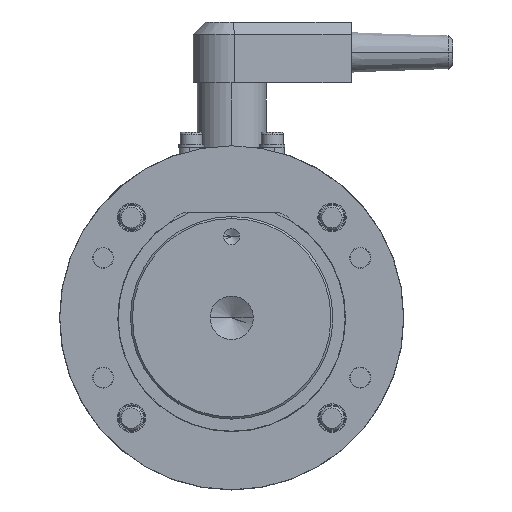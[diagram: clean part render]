
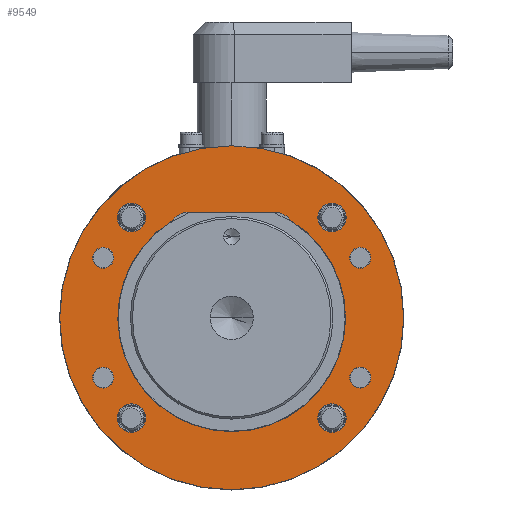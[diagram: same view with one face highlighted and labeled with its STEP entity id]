
A CAD part, left-side view. The second image highlights one B-rep face of the part: STEP entity #9549.
In plain terms, the highlighted face is planar.
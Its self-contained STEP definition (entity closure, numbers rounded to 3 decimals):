
#8803=CARTESIAN_POINT('',(0.0,4.575,47.45));
#8804=VERTEX_POINT('',#8803);
#8820=CARTESIAN_POINT('',(0.,4.575,-37.45));
#8821=VERTEX_POINT('',#8820);
#8828=CARTESIAN_POINT('',(0.0,4.575,5.0));
#8829=DIRECTION('',(0.0,-1.0,0.0));
#8830=DIRECTION('',(0.0,0.0,1.0));
#8831=AXIS2_PLACEMENT_3D('',#8828,#8829,#8830);
#8832=CIRCLE('',#8831,42.45);
#8833=EDGE_CURVE('',#8821,#8804,#8832,.T.);
#8845=CARTESIAN_POINT('',(24.749,4.575,26.249));
#8846=VERTEX_POINT('',#8845);
#8862=CARTESIAN_POINT('',(24.749,4.575,33.249));
#8863=VERTEX_POINT('',#8862);
#8870=CARTESIAN_POINT('',(24.749,4.575,29.749));
#8871=DIRECTION('',(0.0,-1.0,0.0));
#8872=DIRECTION('',(0.0,0.0,-1.0));
#8873=AXIS2_PLACEMENT_3D('',#8870,#8871,#8872);
#8874=CIRCLE('',#8873,3.5);
#8875=EDGE_CURVE('',#8846,#8863,#8874,.T.);
#8887=CARTESIAN_POINT('',(-21.249,4.575,29.749));
#8888=VERTEX_POINT('',#8887);
#8904=CARTESIAN_POINT('',(-28.249,4.575,29.749));
#8905=VERTEX_POINT('',#8904);
#8912=CARTESIAN_POINT('',(-24.749,4.575,29.749));
#8913=DIRECTION('',(0.0,-1.0,0.0));
#8914=DIRECTION('',(1.0,0.0,0.0));
#8915=AXIS2_PLACEMENT_3D('',#8912,#8913,#8914);
#8916=CIRCLE('',#8915,3.5);
#8917=EDGE_CURVE('',#8888,#8905,#8916,.T.);
#8929=CARTESIAN_POINT('',(-24.749,4.575,-16.249));
#8930=VERTEX_POINT('',#8929);
#8946=CARTESIAN_POINT('',(-24.749,4.575,-23.249));
#8947=VERTEX_POINT('',#8946);
#8954=CARTESIAN_POINT('',(-24.749,4.575,-19.749));
#8955=DIRECTION('',(0.0,-1.0,0.0));
#8956=DIRECTION('',(0.0,0.0,1.0));
#8957=AXIS2_PLACEMENT_3D('',#8954,#8955,#8956);
#8958=CIRCLE('',#8957,3.5);
#8959=EDGE_CURVE('',#8930,#8947,#8958,.T.);
#8971=CARTESIAN_POINT('',(21.249,4.575,-19.749));
#8972=VERTEX_POINT('',#8971);
#8988=CARTESIAN_POINT('',(28.249,4.575,-19.749));
#8989=VERTEX_POINT('',#8988);
#8996=CARTESIAN_POINT('',(24.749,4.575,-19.749));
#8997=DIRECTION('',(0.0,-1.0,0.0));
#8998=DIRECTION('',(-1.0,0.0,0.0));
#8999=AXIS2_PLACEMENT_3D('',#8996,#8997,#8998);
#9000=CIRCLE('',#8999,3.5);
#9001=EDGE_CURVE('',#8972,#8989,#9000,.T.);
#9013=CARTESIAN_POINT('',(-31.721,4.575,17.215));
#9014=VERTEX_POINT('',#9013);
#9030=CARTESIAN_POINT('',(-31.721,4.575,22.368));
#9031=VERTEX_POINT('',#9030);
#9038=CARTESIAN_POINT('',(-31.721,4.575,19.792));
#9039=DIRECTION('',(0.0,-1.0,0.0));
#9040=DIRECTION('',(0.0,0.0,-1.0));
#9041=AXIS2_PLACEMENT_3D('',#9038,#9039,#9040);
#9042=CIRCLE('',#9041,2.577);
#9043=EDGE_CURVE('',#9014,#9031,#9042,.T.);
#9055=CARTESIAN_POINT('',(31.719,4.575,17.215));
#9056=VERTEX_POINT('',#9055);
#9072=CARTESIAN_POINT('',(31.719,4.575,22.368));
#9073=VERTEX_POINT('',#9072);
#9080=CARTESIAN_POINT('',(31.719,4.575,19.792));
#9081=DIRECTION('',(0.0,-1.0,0.0));
#9082=DIRECTION('',(0.0,0.0,-1.0));
#9083=AXIS2_PLACEMENT_3D('',#9080,#9081,#9082);
#9084=CIRCLE('',#9083,2.577);
#9085=EDGE_CURVE('',#9056,#9073,#9084,.T.);
#9097=CARTESIAN_POINT('',(-31.721,4.575,-12.365));
#9098=VERTEX_POINT('',#9097);
#9114=CARTESIAN_POINT('',(-31.721,4.575,-7.212));
#9115=VERTEX_POINT('',#9114);
#9122=CARTESIAN_POINT('',(-31.721,4.575,-9.788));
#9123=DIRECTION('',(0.0,-1.0,0.0));
#9124=DIRECTION('',(0.0,0.0,-1.0));
#9125=AXIS2_PLACEMENT_3D('',#9122,#9123,#9124);
#9126=CIRCLE('',#9125,2.577);
#9127=EDGE_CURVE('',#9098,#9115,#9126,.T.);
#9139=CARTESIAN_POINT('',(31.719,4.575,-12.365));
#9140=VERTEX_POINT('',#9139);
#9156=CARTESIAN_POINT('',(31.719,4.575,-7.212));
#9157=VERTEX_POINT('',#9156);
#9164=CARTESIAN_POINT('',(31.719,4.575,-9.788));
#9165=DIRECTION('',(0.0,-1.0,0.0));
#9166=DIRECTION('',(0.0,0.0,-1.0));
#9167=AXIS2_PLACEMENT_3D('',#9164,#9165,#9166);
#9168=CIRCLE('',#9167,2.577);
#9169=EDGE_CURVE('',#9140,#9157,#9168,.T.);
#9180=CARTESIAN_POINT('',(31.719,4.575,-9.788));
#9181=DIRECTION('',(0.0,-1.0,0.0));
#9182=DIRECTION('',(0.0,0.0,-1.0));
#9183=AXIS2_PLACEMENT_3D('',#9180,#9181,#9182);
#9184=CIRCLE('',#9183,2.577);
#9185=EDGE_CURVE('',#9157,#9140,#9184,.T.);
#9204=CARTESIAN_POINT('',(-31.721,4.575,-9.788));
#9205=DIRECTION('',(0.0,-1.0,0.0));
#9206=DIRECTION('',(0.0,0.0,-1.0));
#9207=AXIS2_PLACEMENT_3D('',#9204,#9205,#9206);
#9208=CIRCLE('',#9207,2.577);
#9209=EDGE_CURVE('',#9115,#9098,#9208,.T.);
#9228=CARTESIAN_POINT('',(31.719,4.575,19.792));
#9229=DIRECTION('',(0.0,-1.0,0.0));
#9230=DIRECTION('',(0.0,0.0,-1.0));
#9231=AXIS2_PLACEMENT_3D('',#9228,#9229,#9230);
#9232=CIRCLE('',#9231,2.577);
#9233=EDGE_CURVE('',#9073,#9056,#9232,.T.);
#9252=CARTESIAN_POINT('',(-31.721,4.575,19.792));
#9253=DIRECTION('',(0.0,-1.0,0.0));
#9254=DIRECTION('',(0.0,0.0,-1.0));
#9255=AXIS2_PLACEMENT_3D('',#9252,#9253,#9254);
#9256=CIRCLE('',#9255,2.577);
#9257=EDGE_CURVE('',#9031,#9014,#9256,.T.);
#9275=CARTESIAN_POINT('',(10.5,4.575,31.1));
#9276=VERTEX_POINT('',#9275);
#9277=CARTESIAN_POINT('',(-10.5,4.575,31.1));
#9278=VERTEX_POINT('',#9277);
#9279=CARTESIAN_POINT('',(10.5,4.575,31.1));
#9280=DIRECTION('',(-1.0,0.0,0.0));
#9281=VECTOR('',#9280,21.0);
#9282=LINE('',#9279,#9281);
#9283=EDGE_CURVE('',#9276,#9278,#9282,.T.);
#9315=CARTESIAN_POINT('',(-14.54,4.575,29.046));
#9316=VERTEX_POINT('',#9315);
#9317=CARTESIAN_POINT('',(-10.5,4.575,26.1));
#9318=DIRECTION('',(0.0,-1.0,0.0));
#9319=DIRECTION('',(1.0,0.0,0.0));
#9320=AXIS2_PLACEMENT_3D('',#9317,#9318,#9319);
#9321=CIRCLE('',#9320,5.0);
#9322=EDGE_CURVE('',#9278,#9316,#9321,.T.);
#9348=CARTESIAN_POINT('',(14.54,4.575,29.046));
#9349=VERTEX_POINT('',#9348);
#9350=CARTESIAN_POINT('',(0.0,4.575,5.0));
#9351=DIRECTION('',(0.0,-1.0,0.0));
#9352=DIRECTION('',(1.0,0.0,0.0));
#9353=AXIS2_PLACEMENT_3D('',#9350,#9351,#9352);
#9354=CIRCLE('',#9353,28.1);
#9355=EDGE_CURVE('',#9316,#9349,#9354,.T.);
#9381=CARTESIAN_POINT('',(10.5,4.575,26.1));
#9382=DIRECTION('',(0.0,-1.0,0.0));
#9383=DIRECTION('',(1.0,0.0,0.0));
#9384=AXIS2_PLACEMENT_3D('',#9381,#9382,#9383);
#9385=CIRCLE('',#9384,5.0);
#9386=EDGE_CURVE('',#9349,#9276,#9385,.T.);
#9406=CARTESIAN_POINT('',(24.749,4.575,-19.749));
#9407=DIRECTION('',(0.0,-1.0,0.0));
#9408=DIRECTION('',(-1.0,0.0,0.0));
#9409=AXIS2_PLACEMENT_3D('',#9406,#9407,#9408);
#9410=CIRCLE('',#9409,3.5);
#9411=EDGE_CURVE('',#8989,#8972,#9410,.T.);
#9430=CARTESIAN_POINT('',(-24.749,4.575,-19.749));
#9431=DIRECTION('',(0.0,-1.0,0.0));
#9432=DIRECTION('',(0.0,0.0,1.0));
#9433=AXIS2_PLACEMENT_3D('',#9430,#9431,#9432);
#9434=CIRCLE('',#9433,3.5);
#9435=EDGE_CURVE('',#8947,#8930,#9434,.T.);
#9454=CARTESIAN_POINT('',(-24.749,4.575,29.749));
#9455=DIRECTION('',(0.0,-1.0,0.0));
#9456=DIRECTION('',(1.0,0.0,0.0));
#9457=AXIS2_PLACEMENT_3D('',#9454,#9455,#9456);
#9458=CIRCLE('',#9457,3.5);
#9459=EDGE_CURVE('',#8905,#8888,#9458,.T.);
#9478=CARTESIAN_POINT('',(24.749,4.575,29.749));
#9479=DIRECTION('',(0.0,-1.0,0.0));
#9480=DIRECTION('',(0.0,0.0,-1.0));
#9481=AXIS2_PLACEMENT_3D('',#9478,#9479,#9480);
#9482=CIRCLE('',#9481,3.5);
#9483=EDGE_CURVE('',#8863,#8846,#9482,.T.);
#9496=CARTESIAN_POINT('',(0.0,4.575,38.725));
#9497=DIRECTION('',(0.0,1.0,0.0));
#9498=DIRECTION('',(0.0,0.0,1.0));
#9499=AXIS2_PLACEMENT_3D('',#9496,#9497,#9498);
#9500=PLANE('',#9499);
#9501=CARTESIAN_POINT('',(0.0,4.575,5.0));
#9502=DIRECTION('',(0.0,-1.0,0.0));
#9503=DIRECTION('',(0.0,0.0,1.0));
#9504=AXIS2_PLACEMENT_3D('',#9501,#9502,#9503);
#9505=CIRCLE('',#9504,42.45);
#9506=EDGE_CURVE('',#8804,#8821,#9505,.T.);
#9507=ORIENTED_EDGE('',*,*,#9506,.F.);
#9508=ORIENTED_EDGE('',*,*,#8833,.F.);
#9509=EDGE_LOOP('',(#9507,#9508));
#9510=FACE_OUTER_BOUND('',#9509,.T.);
#9511=ORIENTED_EDGE('',*,*,#9185,.T.);
#9512=ORIENTED_EDGE('',*,*,#9169,.T.);
#9513=EDGE_LOOP('',(#9511,#9512));
#9514=FACE_BOUND('',#9513,.T.);
#9515=ORIENTED_EDGE('',*,*,#9209,.T.);
#9516=ORIENTED_EDGE('',*,*,#9127,.T.);
#9517=EDGE_LOOP('',(#9515,#9516));
#9518=FACE_BOUND('',#9517,.T.);
#9519=ORIENTED_EDGE('',*,*,#9233,.T.);
#9520=ORIENTED_EDGE('',*,*,#9085,.T.);
#9521=EDGE_LOOP('',(#9519,#9520));
#9522=FACE_BOUND('',#9521,.T.);
#9523=ORIENTED_EDGE('',*,*,#9257,.T.);
#9524=ORIENTED_EDGE('',*,*,#9043,.T.);
#9525=EDGE_LOOP('',(#9523,#9524));
#9526=FACE_BOUND('',#9525,.T.);
#9527=ORIENTED_EDGE('',*,*,#9355,.T.);
#9528=ORIENTED_EDGE('',*,*,#9386,.T.);
#9529=ORIENTED_EDGE('',*,*,#9283,.T.);
#9530=ORIENTED_EDGE('',*,*,#9322,.T.);
#9531=EDGE_LOOP('',(#9527,#9528,#9529,#9530));
#9532=FACE_BOUND('',#9531,.T.);
#9533=ORIENTED_EDGE('',*,*,#9411,.T.);
#9534=ORIENTED_EDGE('',*,*,#9001,.T.);
#9535=EDGE_LOOP('',(#9533,#9534));
#9536=FACE_BOUND('',#9535,.T.);
#9537=ORIENTED_EDGE('',*,*,#9435,.T.);
#9538=ORIENTED_EDGE('',*,*,#8959,.T.);
#9539=EDGE_LOOP('',(#9537,#9538));
#9540=FACE_BOUND('',#9539,.T.);
#9541=ORIENTED_EDGE('',*,*,#9459,.T.);
#9542=ORIENTED_EDGE('',*,*,#8917,.T.);
#9543=EDGE_LOOP('',(#9541,#9542));
#9544=FACE_BOUND('',#9543,.T.);
#9545=ORIENTED_EDGE('',*,*,#9483,.T.);
#9546=ORIENTED_EDGE('',*,*,#8875,.T.);
#9547=EDGE_LOOP('',(#9545,#9546));
#9548=FACE_BOUND('',#9547,.T.);
#9549=ADVANCED_FACE('',(#9510,#9514,#9518,#9522,#9526,#9532,#9536,#9540,#9544,#9548),#9500,.T.);
